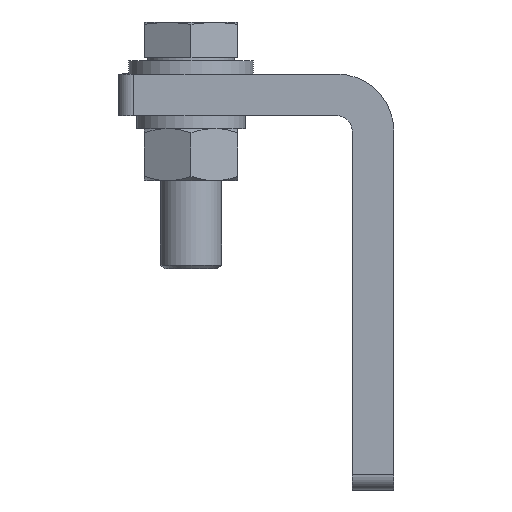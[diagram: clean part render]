
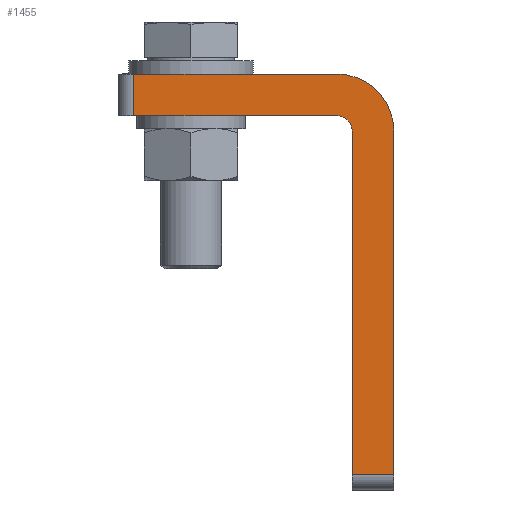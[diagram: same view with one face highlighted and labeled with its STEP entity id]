
A CAD part, left-side view. The second image highlights one B-rep face of the part: STEP entity #1455.
In plain terms, the highlighted planar face has unit normal (-1, 0, 0).
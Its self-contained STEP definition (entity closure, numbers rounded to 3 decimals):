
#528=PLANE('',#6136);
#702=LINE('',#8682,#1066);
#712=LINE('',#8716,#1076);
#713=LINE('',#8718,#1077);
#714=LINE('',#8720,#1078);
#715=LINE('',#8724,#1079);
#716=LINE('',#8725,#1080);
#1066=VECTOR('',#6847,1.);
#1076=VECTOR('',#6879,1.);
#1077=VECTOR('',#6882,1.);
#1078=VECTOR('',#6883,1.);
#1079=VECTOR('',#6886,1.);
#1080=VECTOR('',#6887,1.);
#1455=ADVANCED_FACE('',(#1878),#528,.T.);
#1878=FACE_OUTER_BOUND('',#2166,.T.);
#2166=EDGE_LOOP('',(#3004,#3005,#3006,#3007,#3008,#3009,#3010,#3011));
#2540=CIRCLE('',#6134,11.);
#2541=CIRCLE('',#6135,3.);
#3004=ORIENTED_EDGE('',*,*,#4994,.T.);
#3005=ORIENTED_EDGE('',*,*,#5011,.T.);
#3006=ORIENTED_EDGE('',*,*,#5012,.F.);
#3007=ORIENTED_EDGE('',*,*,#5013,.T.);
#3008=ORIENTED_EDGE('',*,*,#5014,.T.);
#3009=ORIENTED_EDGE('',*,*,#5010,.T.);
#3010=ORIENTED_EDGE('',*,*,#5015,.F.);
#3011=ORIENTED_EDGE('',*,*,#5016,.T.);
#4366=VERTEX_POINT('',#8681);
#4367=VERTEX_POINT('',#8683);
#4377=VERTEX_POINT('',#8711);
#4379=VERTEX_POINT('',#8715);
#4380=VERTEX_POINT('',#8719);
#4381=VERTEX_POINT('',#8721);
#4382=VERTEX_POINT('',#8723);
#4383=VERTEX_POINT('',#8726);
#4994=EDGE_CURVE('',#4367,#4366,#702,.T.);
#5010=EDGE_CURVE('',#4377,#4379,#712,.T.);
#5011=EDGE_CURVE('',#4366,#4380,#713,.T.);
#5012=EDGE_CURVE('',#4381,#4380,#714,.T.);
#5013=EDGE_CURVE('',#4381,#4382,#2540,.T.);
#5014=EDGE_CURVE('',#4382,#4377,#715,.T.);
#5015=EDGE_CURVE('',#4383,#4379,#716,.T.);
#5016=EDGE_CURVE('',#4383,#4367,#2541,.T.);
#6134=AXIS2_PLACEMENT_3D('',#8722,#6884,#6885);
#6135=AXIS2_PLACEMENT_3D('',#8727,#6888,#6889);
#6136=AXIS2_PLACEMENT_3D('',#8728,#6890,#6891);
#6847=DIRECTION('',(0.,0.,-1.));
#6879=DIRECTION('',(0.,0.,-1.));
#6882=DIRECTION('',(0.,-1.,0.));
#6883=DIRECTION('',(0.,0.,-1.));
#6884=DIRECTION('',(-1.,0.,0.));
#6885=DIRECTION('',(0.,0.,1.));
#6886=DIRECTION('',(0.,1.,0.));
#6887=DIRECTION('',(0.,1.,0.));
#6888=DIRECTION('',(1.,0.,0.));
#6889=DIRECTION('',(0.,0.,1.));
#6890=DIRECTION('',(-1.,0.,0.));
#6891=DIRECTION('',(0.,0.,1.));
#8681=CARTESIAN_POINT('',(-20.,4.,3.));
#8682=CARTESIAN_POINT('',(-20.,4.,80.));
#8683=CARTESIAN_POINT('',(-20.,4.,69.));
#8711=CARTESIAN_POINT('',(-20.,46.,80.));
#8715=CARTESIAN_POINT('',(-20.,46.,72.));
#8716=CARTESIAN_POINT('',(-20.,46.,80.));
#8718=CARTESIAN_POINT('',(-20.,-4.,3.));
#8719=CARTESIAN_POINT('',(-20.,-4.,3.));
#8720=CARTESIAN_POINT('',(-20.,-4.,80.));
#8721=CARTESIAN_POINT('',(-20.,-4.,69.));
#8722=CARTESIAN_POINT('',(-20.,7.,69.));
#8723=CARTESIAN_POINT('',(-20.,7.,80.));
#8724=CARTESIAN_POINT('',(-20.,9.,80.));
#8725=CARTESIAN_POINT('',(-20.,9.,72.));
#8726=CARTESIAN_POINT('',(-20.,7.,72.));
#8727=CARTESIAN_POINT('',(-20.,7.,69.));
#8728=CARTESIAN_POINT('',(-20.,-4.,80.));
